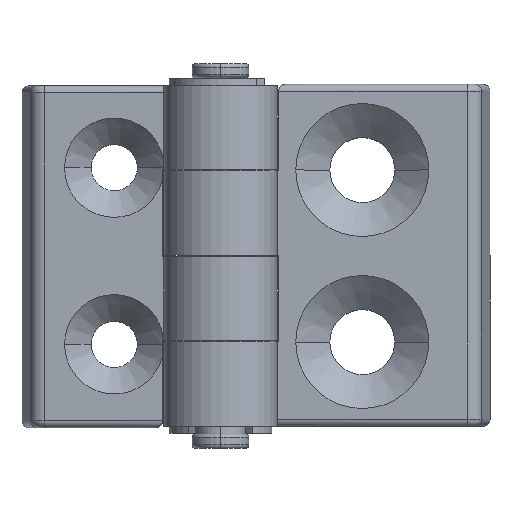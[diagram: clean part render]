
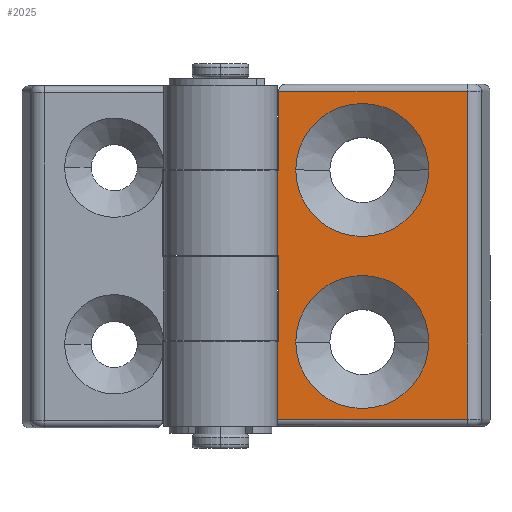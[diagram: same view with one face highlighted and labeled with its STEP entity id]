
A CAD part, top view. The second image highlights one B-rep face of the part: STEP entity #2025.
In plain terms, the highlighted planar face has unit normal (0, 0, 1).
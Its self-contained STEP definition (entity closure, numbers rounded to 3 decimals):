
#67 = DIRECTION ( 'NONE',  ( 0., 0., 1. ) ) ;
#104 = PLANE ( 'NONE',  #1889 ) ;
#130 = CARTESIAN_POINT ( 'NONE',  ( -12., -23., 4. ) ) ;
#151 = AXIS2_PLACEMENT_3D ( 'NONE', #1195, #3731, #1678 ) ;
#209 = CARTESIAN_POINT ( 'NONE',  ( -12., -12., 4. ) ) ;
#210 = ORIENTED_EDGE ( 'NONE', *, *, #2559, .T. ) ;
#239 = LINE ( 'NONE', #1393, #556 ) ;
#240 = CARTESIAN_POINT ( 'NONE',  ( 9.375, 12.125, 4. ) ) ;
#282 = VECTOR ( 'NONE', #4219, 1000. ) ;
#393 = CARTESIAN_POINT ( 'NONE',  ( 0., 0., 4. ) ) ;
#413 = VERTEX_POINT ( 'NONE', #1641 ) ;
#416 = LINE ( 'NONE', #443, #1254 ) ;
#443 = CARTESIAN_POINT ( 'NONE',  ( -11.8, 23.2, 4. ) ) ;
#479 = CARTESIAN_POINT ( 'NONE',  ( 14.84, -23., 4. ) ) ;
#545 = CARTESIAN_POINT ( 'NONE',  ( -12., 0.1, 4. ) ) ;
#556 = VECTOR ( 'NONE', #4403, 1000. ) ;
#594 = ORIENTED_EDGE ( 'NONE', *, *, #1330, .F. ) ;
#688 = CIRCLE ( 'NONE', #1732, 9.375 ) ;
#768 = ORIENTED_EDGE ( 'NONE', *, *, #4382, .T. ) ;
#805 = DIRECTION ( 'NONE',  ( 1., 0., 0. ) ) ;
#841 = VECTOR ( 'NONE', #805, 1000. ) ;
#874 = EDGE_LOOP ( 'NONE', ( #3139, #2341 ) ) ;
#884 = EDGE_LOOP ( 'NONE', ( #4577, #1020, #2677, #4696, #768, #210, #4595, #2133, #3887, #2771 ) ) ;
#1020 = ORIENTED_EDGE ( 'NONE', *, *, #2853, .T. ) ;
#1136 = CIRCLE ( 'NONE', #4929, 9.375 ) ;
#1148 = VECTOR ( 'NONE', #3940, 1000. ) ;
#1151 = CARTESIAN_POINT ( 'NONE',  ( 14.84, 23.2, 4. ) ) ;
#1186 = LINE ( 'NONE', #479, #841 ) ;
#1195 = CARTESIAN_POINT ( 'NONE',  ( 0., 12.125, 4. ) ) ;
#1254 = VECTOR ( 'NONE', #2292, 1000. ) ;
#1309 = DIRECTION ( 'NONE',  ( 0., -1., 0. ) ) ;
#1330 = EDGE_CURVE ( 'NONE', #4543, #2486, #688, .T. ) ;
#1355 = VERTEX_POINT ( 'NONE', #209 ) ;
#1393 = CARTESIAN_POINT ( 'NONE',  ( 14.84, 0., 4. ) ) ;
#1450 = VERTEX_POINT ( 'NONE', #3728 ) ;
#1480 = DIRECTION ( 'NONE',  ( 0., 0., -1. ) ) ;
#1547 = DIRECTION ( 'NONE',  ( 0., 0., -1. ) ) ;
#1600 = DIRECTION ( 'NONE',  ( 1., 0., 0. ) ) ;
#1641 = CARTESIAN_POINT ( 'NONE',  ( 9.375, -12.125, 4. ) ) ;
#1654 = LINE ( 'NONE', #2740, #4409 ) ;
#1678 = DIRECTION ( 'NONE',  ( 1., 0., 0. ) ) ;
#1692 = EDGE_CURVE ( 'NONE', #2033, #4449, #1186, .T. ) ;
#1703 = LINE ( 'NONE', #3247, #1735 ) ;
#1725 = EDGE_CURVE ( 'NONE', #1355, #3852, #2526, .T. ) ;
#1732 = AXIS2_PLACEMENT_3D ( 'NONE', #3525, #67, #1600 ) ;
#1735 = VECTOR ( 'NONE', #4785, 1000. ) ;
#1889 = AXIS2_PLACEMENT_3D ( 'NONE', #393, #2776, #1951 ) ;
#1925 = CIRCLE ( 'NONE', #151, 9.375 ) ;
#1932 = EDGE_CURVE ( 'NONE', #2598, #413, #3507, .T. ) ;
#1951 = DIRECTION ( 'NONE',  ( 1., 0., 0. ) ) ;
#1954 = ORIENTED_EDGE ( 'NONE', *, *, #3990, .F. ) ;
#1971 = LINE ( 'NONE', #3508, #282 ) ;
#2008 = EDGE_CURVE ( 'NONE', #2745, #3146, #3512, .T. ) ;
#2025 = ADVANCED_FACE ( 'NONE', ( #3586, #2347, #3209 ), #104, .T. ) ;
#2033 = VERTEX_POINT ( 'NONE', #130 ) ;
#2133 = ORIENTED_EDGE ( 'NONE', *, *, #1725, .F. ) ;
#2245 = EDGE_LOOP ( 'NONE', ( #1954, #594 ) ) ;
#2284 = AXIS2_PLACEMENT_3D ( 'NONE', #2629, #1480, #3842 ) ;
#2292 = DIRECTION ( 'NONE',  ( -1., 0., 0. ) ) ;
#2296 = VECTOR ( 'NONE', #3699, 1000. ) ;
#2341 = ORIENTED_EDGE ( 'NONE', *, *, #1932, .T. ) ;
#2347 = FACE_OUTER_BOUND ( 'NONE', #884, .T. ) ;
#2430 = CARTESIAN_POINT ( 'NONE',  ( -12., 24.2, 4. ) ) ;
#2486 = VERTEX_POINT ( 'NONE', #240 ) ;
#2526 = LINE ( 'NONE', #4847, #2296 ) ;
#2556 = VERTEX_POINT ( 'NONE', #545 ) ;
#2559 = EDGE_CURVE ( 'NONE', #2556, #1450, #1703, .T. ) ;
#2598 = VERTEX_POINT ( 'NONE', #4980 ) ;
#2629 = CARTESIAN_POINT ( 'NONE',  ( 0., -12.125, 4. ) ) ;
#2677 = ORIENTED_EDGE ( 'NONE', *, *, #2008, .T. ) ;
#2725 = VECTOR ( 'NONE', #1309, 1000. ) ;
#2740 = CARTESIAN_POINT ( 'NONE',  ( -11.8, 0., 4. ) ) ;
#2745 = VERTEX_POINT ( 'NONE', #2788 ) ;
#2747 = CARTESIAN_POINT ( 'NONE',  ( -11.8, 0., 4. ) ) ;
#2771 = ORIENTED_EDGE ( 'NONE', *, *, #1692, .T. ) ;
#2776 = DIRECTION ( 'NONE',  ( 0., 0., 1. ) ) ;
#2788 = CARTESIAN_POINT ( 'NONE',  ( -11.8, 23.2, 4. ) ) ;
#2853 = EDGE_CURVE ( 'NONE', #4688, #2745, #416, .T. ) ;
#2939 = CARTESIAN_POINT ( 'NONE',  ( 14.84, -23., 4. ) ) ;
#3072 = CARTESIAN_POINT ( 'NONE',  ( -11.8, -12., 4. ) ) ;
#3139 = ORIENTED_EDGE ( 'NONE', *, *, #4926, .T. ) ;
#3146 = VERTEX_POINT ( 'NONE', #4126 ) ;
#3180 = EDGE_CURVE ( 'NONE', #3709, #3146, #1971, .T. ) ;
#3209 = FACE_BOUND ( 'NONE', #874, .T. ) ;
#3247 = CARTESIAN_POINT ( 'NONE',  ( 0., 0.1, 4. ) ) ;
#3482 = CARTESIAN_POINT ( 'NONE',  ( 0., -12.125, 4. ) ) ;
#3507 = CIRCLE ( 'NONE', #2284, 9.375 ) ;
#3508 = CARTESIAN_POINT ( 'NONE',  ( 0., 12.1, 4. ) ) ;
#3512 = LINE ( 'NONE', #2747, #1148 ) ;
#3525 = CARTESIAN_POINT ( 'NONE',  ( 0., 12.125, 4. ) ) ;
#3586 = FACE_BOUND ( 'NONE', #2245, .T. ) ;
#3699 = DIRECTION ( 'NONE',  ( 1., 0., 0. ) ) ;
#3709 = VERTEX_POINT ( 'NONE', #3761 ) ;
#3728 = CARTESIAN_POINT ( 'NONE',  ( -11.8, 0.1, 4. ) ) ;
#3731 = DIRECTION ( 'NONE',  ( 0., 0., 1. ) ) ;
#3761 = CARTESIAN_POINT ( 'NONE',  ( -12., 12.1, 4. ) ) ;
#3842 = DIRECTION ( 'NONE',  ( 1., 0., 0. ) ) ;
#3852 = VERTEX_POINT ( 'NONE', #3072 ) ;
#3887 = ORIENTED_EDGE ( 'NONE', *, *, #4423, .T. ) ;
#3889 = EDGE_CURVE ( 'NONE', #1450, #3852, #1654, .T. ) ;
#3940 = DIRECTION ( 'NONE',  ( 0., -1., 0. ) ) ;
#3990 = EDGE_CURVE ( 'NONE', #2486, #4543, #1925, .T. ) ;
#4024 = DIRECTION ( 'NONE',  ( 0., -1., 0. ) ) ;
#4044 = LINE ( 'NONE', #2430, #4742 ) ;
#4107 = EDGE_CURVE ( 'NONE', #4449, #4688, #239, .T. ) ;
#4126 = CARTESIAN_POINT ( 'NONE',  ( -11.8, 12.1, 4. ) ) ;
#4219 = DIRECTION ( 'NONE',  ( 1., 0., 0. ) ) ;
#4269 = DIRECTION ( 'NONE',  ( 0., -1., 0. ) ) ;
#4382 = EDGE_CURVE ( 'NONE', #3709, #2556, #4444, .T. ) ;
#4403 = DIRECTION ( 'NONE',  ( 0., 1., 0. ) ) ;
#4409 = VECTOR ( 'NONE', #4269, 1000. ) ;
#4423 = EDGE_CURVE ( 'NONE', #1355, #2033, #4044, .T. ) ;
#4444 = LINE ( 'NONE', #4466, #2725 ) ;
#4449 = VERTEX_POINT ( 'NONE', #2939 ) ;
#4461 = DIRECTION ( 'NONE',  ( 1., 0., 0. ) ) ;
#4466 = CARTESIAN_POINT ( 'NONE',  ( -12., 24.2, 4. ) ) ;
#4543 = VERTEX_POINT ( 'NONE', #4872 ) ;
#4577 = ORIENTED_EDGE ( 'NONE', *, *, #4107, .T. ) ;
#4595 = ORIENTED_EDGE ( 'NONE', *, *, #3889, .T. ) ;
#4688 = VERTEX_POINT ( 'NONE', #1151 ) ;
#4696 = ORIENTED_EDGE ( 'NONE', *, *, #3180, .F. ) ;
#4742 = VECTOR ( 'NONE', #4024, 1000. ) ;
#4785 = DIRECTION ( 'NONE',  ( 1., 0., 0. ) ) ;
#4847 = CARTESIAN_POINT ( 'NONE',  ( 0., -12., 4. ) ) ;
#4872 = CARTESIAN_POINT ( 'NONE',  ( -9.375, 12.125, 4. ) ) ;
#4926 = EDGE_CURVE ( 'NONE', #413, #2598, #1136, .T. ) ;
#4929 = AXIS2_PLACEMENT_3D ( 'NONE', #3482, #1547, #4461 ) ;
#4980 = CARTESIAN_POINT ( 'NONE',  ( -9.375, -12.125, 4. ) ) ;
